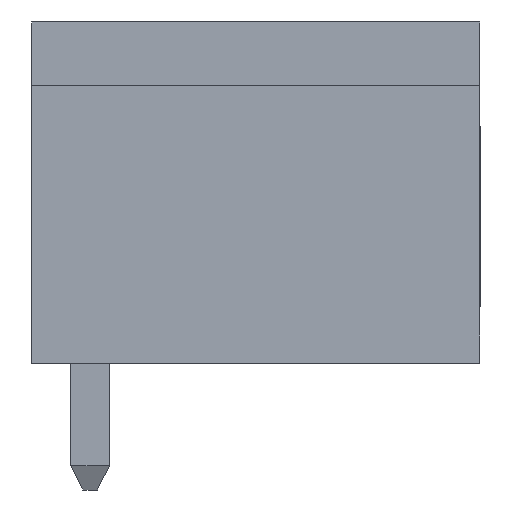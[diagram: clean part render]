
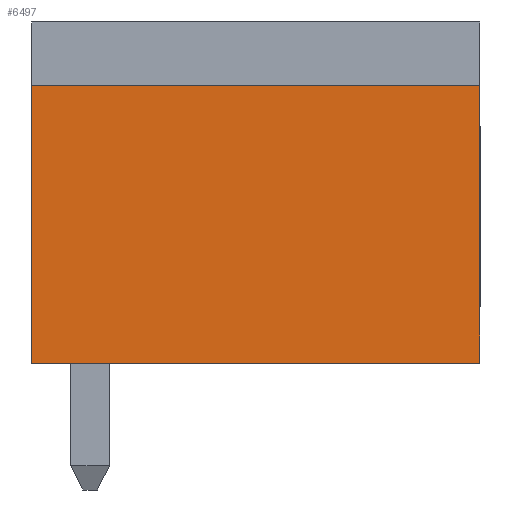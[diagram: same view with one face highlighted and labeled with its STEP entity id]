
A CAD part, left-side view. The second image highlights one B-rep face of the part: STEP entity #6497.
In plain terms, the highlighted planar face has unit normal (-1, 0, 0).
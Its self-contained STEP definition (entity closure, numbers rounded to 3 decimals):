
#1244=ORIENTED_EDGE('',*,*,#2565,.F.);
#1245=ORIENTED_EDGE('',*,*,#2662,.F.);
#1246=ORIENTED_EDGE('',*,*,#2538,.F.);
#1247=ORIENTED_EDGE('',*,*,#2480,.F.);
#2480=EDGE_CURVE('',#3324,#3325,#4025,.T.);
#2538=EDGE_CURVE('',#3325,#3376,#4071,.T.);
#2565=EDGE_CURVE('',#3396,#3324,#4094,.T.);
#2662=EDGE_CURVE('',#3376,#3396,#4188,.T.);
#3324=VERTEX_POINT('',#9594);
#3325=VERTEX_POINT('',#9596);
#3376=VERTEX_POINT('',#9709);
#3396=VERTEX_POINT('',#9760);
#4025=LINE('',#9595,#4834);
#4071=LINE('',#9708,#4880);
#4094=LINE('',#9761,#4903);
#4188=LINE('',#9956,#4997);
#4834=VECTOR('',#7758,1000.);
#4880=VECTOR('',#7836,1000.);
#4903=VECTOR('',#7877,1000.);
#4997=VECTOR('',#8073,1000.);
#5520=EDGE_LOOP('',(#1244,#1245,#1246,#1247));
#5883=FACE_BOUND('',#5520,.T.);
#6206=PLANE('',#6917);
#6497=ADVANCED_FACE('',(#5883),#6206,.F.);
#6917=AXIS2_PLACEMENT_3D('',#9957,#8074,#8075);
#7758=DIRECTION('',(0.,1.,0.));
#7836=DIRECTION('',(0.,0.,1.));
#7877=DIRECTION('',(0.,0.,-1.));
#8073=DIRECTION('',(0.,-1.,0.));
#8074=DIRECTION('',(1.,0.,0.));
#8075=DIRECTION('',(0.,0.,-1.));
#9594=CARTESIAN_POINT('',(-10.81,0.,-3.5));
#9595=CARTESIAN_POINT('',(-10.81,0.,-3.5));
#9596=CARTESIAN_POINT('',(-10.81,9.2,-3.5));
#9708=CARTESIAN_POINT('',(-10.81,9.2,-3.5));
#9709=CARTESIAN_POINT('',(-10.81,9.2,2.2));
#9760=CARTESIAN_POINT('',(-10.81,0.,2.2));
#9761=CARTESIAN_POINT('',(-10.81,0.,2.2));
#9956=CARTESIAN_POINT('',(-10.81,9.2,2.2));
#9957=CARTESIAN_POINT('',(-10.81,0.,0.));
